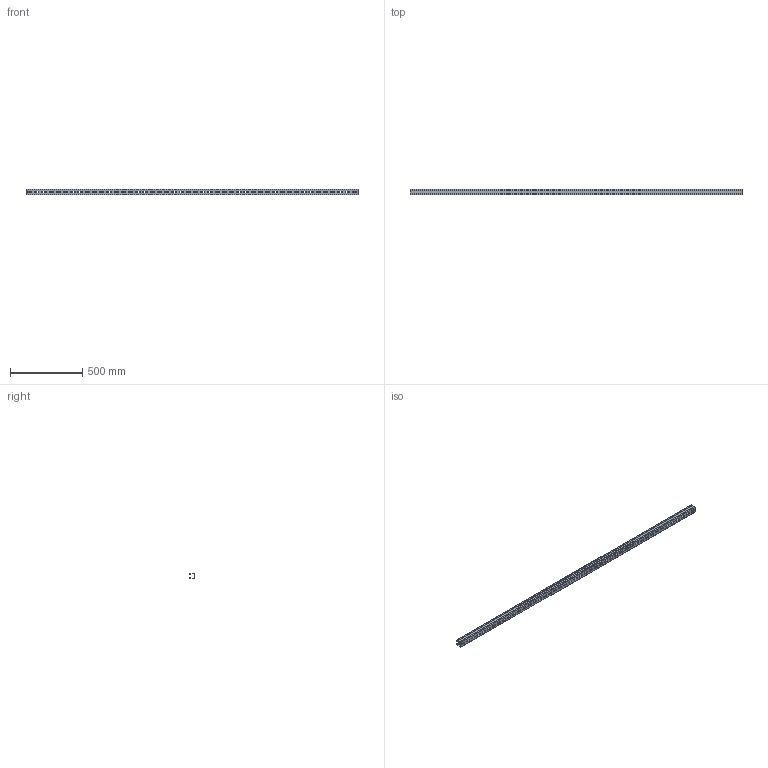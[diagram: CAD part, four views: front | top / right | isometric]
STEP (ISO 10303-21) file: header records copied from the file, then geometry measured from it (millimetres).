
FILE_DESCRIPTION(/* description */ (''),/* implementation_level */ '2;1');
FILE_NAME(/* name */ '',/* time_stamp */ '2023-05-16T10:21:38+03:00',/* author */ ('Man88'),/* organization */ (''),/* preprocessor_version */ 'ST-DEVELOPER v19.2',/* originating_system */ 'Autodesk Inventor 2023',/* authorisation */ '');
FILE_SCHEMA (('AUTOMOTIVE_DESIGN { 1 0 10303 214 3 1 1 }'));
Length unit declared in the file: millimetre
Products named in the file (1): STPU 41-41 -2300 1,5
Bounding box: 2300 x 41 x 41.3 mm (x, y, z)
Volume: 491544.4 mm3; surface area: 667945.3 mm2
Topology: 1 solids, 1 shells, 226 faces, 672 edges, 448 vertices
Faces by surface type: plane 118, cylinder 108
Entity records: 8094 total; most frequent: CARTESIAN_POINT 1347, ORIENTED_EDGE 1344, DIRECTION 1342, EDGE_CURVE 672, LINE 456, VECTOR 456, VERTEX_POINT 448, AXIS2_PLACEMENT_3D 443
